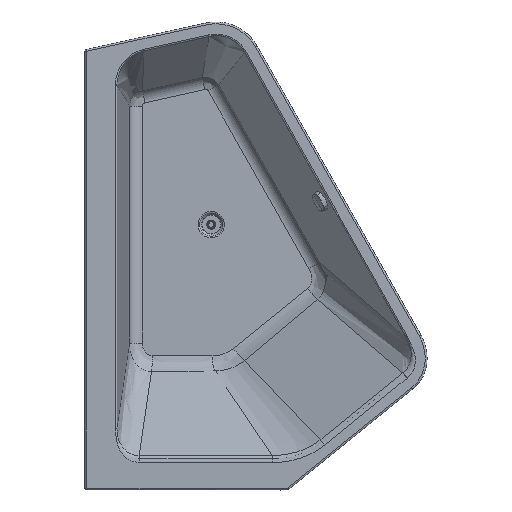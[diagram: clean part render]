
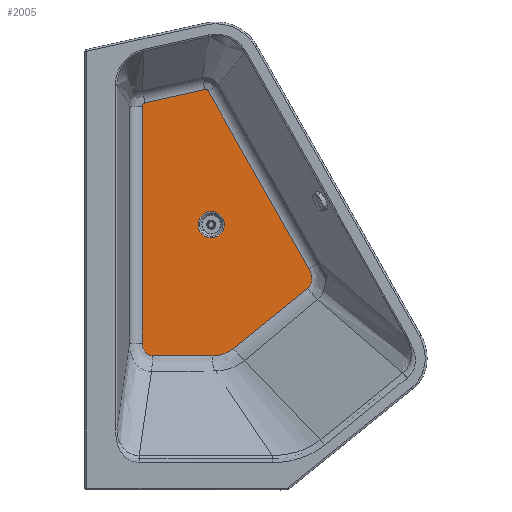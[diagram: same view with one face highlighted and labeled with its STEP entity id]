
A CAD part, top view. The second image highlights one B-rep face of the part: STEP entity #2005.
In plain terms, the highlighted planar face has unit normal (0, 0, 1).
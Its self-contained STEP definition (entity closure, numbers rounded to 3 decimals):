
#259=CARTESIAN_POINT('',(395.91,-658.802,145.));
#260=VERTEX_POINT('',#259);
#261=CARTESIAN_POINT('',(346.222,-658.802,145.0));
#262=DIRECTION('',(0.0,0.0,-1.));
#263=DIRECTION('',(1.,0.,0.0));
#264=AXIS2_PLACEMENT_3D('',#261,#262,#263);
#265=CIRCLE('',#264,49.688);
#266=EDGE_CURVE('',#260,#260,#265,.T.);
#1526=CARTESIAN_POINT('',(358.039,-1164.46,145.));
#1527=VERTEX_POINT('',#1526);
#1537=CARTESIAN_POINT('',(-22.328,-493.531,145.));
#1538=VERTEX_POINT('',#1537);
#1539=CARTESIAN_POINT('',(-22.328,-493.531,145.0));
#1540=DIRECTION('',(0.493,-0.87,0.0));
#1541=VECTOR('',#1540,771.249);
#1542=LINE('',#1539,#1541);
#1543=EDGE_CURVE('',#1538,#1527,#1542,.T.);
#1816=CARTESIAN_POINT('',(370.039,-1169.796,145.0));
#1817=VERTEX_POINT('',#1816);
#1827=CARTESIAN_POINT('',(358.039,-1164.46,145.0));
#1828=CARTESIAN_POINT('',(358.647,-1165.532,145.0));
#1829=CARTESIAN_POINT('',(359.438,-1166.562,145.0));
#1830=CARTESIAN_POINT('',(360.413,-1167.501,145.0));
#1831=CARTESIAN_POINT('',(362.819,-1169.177,145.0));
#1832=CARTESIAN_POINT('',(365.656,-1170.022,145.0));
#1833=CARTESIAN_POINT('',(367.201,-1170.19,145.0));
#1834=CARTESIAN_POINT('',(368.678,-1170.098,145.0));
#1835=CARTESIAN_POINT('',(370.039,-1169.796,145.0));
#1836=B_SPLINE_CURVE_WITH_KNOTS('',5,(#1827,#1828,#1829,#1830,#1831,#1832,#1833,#1834,#1835),.UNSPECIFIED.,.F.,.U.,(6,3,6),(-114.259,-69.682,-19.259),.UNSPECIFIED.);
#1837=EDGE_CURVE('',#1527,#1817,#1836,.T.);
#1893=CARTESIAN_POINT('',(0.34,0.0,145.0));
#1894=DIRECTION('',(0.0,0.0,1.0));
#1895=DIRECTION('',(1.0,0.0,0.0));
#1896=AXIS2_PLACEMENT_3D('',#1893,#1894,#1895);
#1897=PLANE('',#1896);
#1898=CARTESIAN_POINT('',(343.445,-162.802,145.));
#1899=VERTEX_POINT('',#1898);
#1900=CARTESIAN_POINT('',(569.079,-162.802,145.));
#1901=VERTEX_POINT('',#1900);
#1902=CARTESIAN_POINT('',(343.445,-162.802,145.0));
#1903=DIRECTION('',(1.,0.,0.0));
#1904=VECTOR('',#1903,225.634);
#1905=LINE('',#1902,#1904);
#1906=EDGE_CURVE('',#1899,#1901,#1905,.T.);
#1907=ORIENTED_EDGE('',*,*,#1906,.F.);
#1908=CARTESIAN_POINT('',(262.019,-190.295,145.));
#1909=VERTEX_POINT('',#1908);
#1910=CARTESIAN_POINT('',(367.653,-308.511,145.0));
#1911=DIRECTION('',(0.0,0.0,-1.0));
#1912=DIRECTION('',(0.755,-0.656,0.0));
#1913=AXIS2_PLACEMENT_3D('',#1910,#1911,#1912);
#1914=ELLIPSE('',#1913,159.026,134.779);
#1915=EDGE_CURVE('',#1909,#1899,#1914,.T.);
#1916=ORIENTED_EDGE('',*,*,#1915,.F.);
#1917=CARTESIAN_POINT('',(-18.255,-417.256,145.));
#1918=VERTEX_POINT('',#1917);
#1919=CARTESIAN_POINT('',(-18.255,-417.256,145.0));
#1920=DIRECTION('',(0.777,0.629,0.0));
#1921=VECTOR('',#1920,360.645);
#1922=LINE('',#1919,#1921);
#1923=EDGE_CURVE('',#1918,#1909,#1922,.T.);
#1924=ORIENTED_EDGE('',*,*,#1923,.F.);
#1925=CARTESIAN_POINT('',(-29.42,-431.394,145.));
#1926=VERTEX_POINT('',#1925);
#1927=CARTESIAN_POINT('',(42.609,-479.569,145.0));
#1928=DIRECTION('',(0.0,0.0,-1.));
#1929=DIRECTION('',(0.755,-0.656,0.0));
#1930=AXIS2_PLACEMENT_3D('',#1927,#1928,#1929);
#1931=ELLIPSE('',#1930,87.439,59.569);
#1932=EDGE_CURVE('',#1926,#1918,#1931,.T.);
#1933=ORIENTED_EDGE('',*,*,#1932,.F.);
#1934=CARTESIAN_POINT('',(-29.42,-431.394,145.));
#1935=CARTESIAN_POINT('',(-29.533,-431.63,145.));
#1936=CARTESIAN_POINT('',(-29.645,-431.867,145.));
#1937=CARTESIAN_POINT('',(-29.755,-432.104,145.));
#1938=CARTESIAN_POINT('',(-31.488,-435.92,145.));
#1939=CARTESIAN_POINT('',(-32.778,-439.979,145.));
#1940=CARTESIAN_POINT('',(-33.589,-443.947,145.));
#1941=CARTESIAN_POINT('',(-34.448,-452.098,145.));
#1942=CARTESIAN_POINT('',(-33.866,-460.512,145.));
#1943=CARTESIAN_POINT('',(-33.237,-464.742,145.));
#1944=CARTESIAN_POINT('',(-31.358,-473.181,145.));
#1945=CARTESIAN_POINT('',(-28.336,-481.487,145.));
#1946=CARTESIAN_POINT('',(-26.564,-485.582,145.));
#1947=CARTESIAN_POINT('',(-24.555,-489.602,145.));
#1948=CARTESIAN_POINT('',(-22.328,-493.531,145.));
#1949=B_SPLINE_CURVE_WITH_KNOTS('',5,(#1934,#1935,#1936,#1937,#1938,#1939,#1940,#1941,#1942,#1943,#1944,#1945,#1946,#1947,#1948),.UNSPECIFIED.,.F.,.U.,(6,3,3,3,6),(28.424,30.455,60.911,91.366,121.821),.UNSPECIFIED.);
#1950=EDGE_CURVE('',#1926,#1538,#1949,.T.);
#1951=ORIENTED_EDGE('',*,*,#1950,.T.);
#1952=ORIENTED_EDGE('',*,*,#1543,.T.);
#1953=ORIENTED_EDGE('',*,*,#1837,.T.);
#1954=CARTESIAN_POINT('',(596.215,-1119.654,145.));
#1955=VERTEX_POINT('',#1954);
#1956=CARTESIAN_POINT('',(596.215,-1119.654,145.0));
#1957=DIRECTION('',(-0.976,-0.216,0.0));
#1958=VECTOR('',#1957,231.667);
#1959=LINE('',#1956,#1958);
#1960=EDGE_CURVE('',#1955,#1817,#1959,.T.);
#1961=ORIENTED_EDGE('',*,*,#1960,.F.);
#1962=CARTESIAN_POINT('',(606.222,-1107.021,145.));
#1963=VERTEX_POINT('',#1962);
#1964=CARTESIAN_POINT('',(596.215,-1119.654,145.0));
#1965=CARTESIAN_POINT('',(597.666,-1119.333,145.0));
#1966=CARTESIAN_POINT('',(599.134,-1118.76,145.0));
#1967=CARTESIAN_POINT('',(600.557,-1117.919,145.0));
#1968=CARTESIAN_POINT('',(603.357,-1115.565,145.0));
#1969=CARTESIAN_POINT('',(605.252,-1112.393,145.0));
#1970=CARTESIAN_POINT('',(605.919,-1110.544,145.0));
#1971=CARTESIAN_POINT('',(606.222,-1108.726,145.0));
#1972=CARTESIAN_POINT('',(606.222,-1107.021,145.0));
#1973=B_SPLINE_CURVE_WITH_KNOTS('',5,(#1964,#1965,#1966,#1967,#1968,#1969,#1970,#1971,#1972),.UNSPECIFIED.,.F.,.U.,(6,3,6),(-118.658,-73.276,-19.768),.UNSPECIFIED.);
#1974=EDGE_CURVE('',#1955,#1963,#1973,.T.);
#1975=ORIENTED_EDGE('',*,*,#1974,.T.);
#1976=CARTESIAN_POINT('',(606.222,-210.928,145.0));
#1977=VERTEX_POINT('',#1976);
#1978=CARTESIAN_POINT('',(606.222,-210.928,145.0));
#1979=DIRECTION('',(0.0,-1.0,0.0));
#1980=VECTOR('',#1979,896.093);
#1981=LINE('',#1978,#1980);
#1982=EDGE_CURVE('',#1977,#1963,#1981,.T.);
#1983=ORIENTED_EDGE('',*,*,#1982,.F.);
#1984=CARTESIAN_POINT('',(591.145,-171.859,145.0));
#1985=VERTEX_POINT('',#1984);
#1986=CARTESIAN_POINT('',(565.922,-215.019,145.0));
#1987=DIRECTION('',(0.0,0.0,-1.0));
#1988=DIRECTION('',(0.145,0.989,0.0));
#1989=AXIS2_PLACEMENT_3D('',#1986,#1987,#1988);
#1990=ELLIPSE('',#1989,52.447,40.);
#1991=EDGE_CURVE('',#1985,#1977,#1990,.T.);
#1992=ORIENTED_EDGE('',*,*,#1991,.F.);
#1993=CARTESIAN_POINT('',(565.921,-215.02,145.0));
#1994=DIRECTION('',(0.0,0.0,-1.0));
#1995=DIRECTION('',(0.145,0.989,0.0));
#1996=AXIS2_PLACEMENT_3D('',#1993,#1994,#1995);
#1997=ELLIPSE('',#1996,52.448,40.);
#1998=EDGE_CURVE('',#1901,#1985,#1997,.T.);
#1999=ORIENTED_EDGE('',*,*,#1998,.F.);
#2000=EDGE_LOOP('',(#1907,#1916,#1924,#1933,#1951,#1952,#1953,#1961,#1975,#1983,#1992,#1999));
#2001=FACE_OUTER_BOUND('',#2000,.T.);
#2002=ORIENTED_EDGE('',*,*,#266,.T.);
#2003=EDGE_LOOP('',(#2002));
#2004=FACE_BOUND('',#2003,.T.);
#2005=ADVANCED_FACE('',(#2001,#2004),#1897,.T.);
